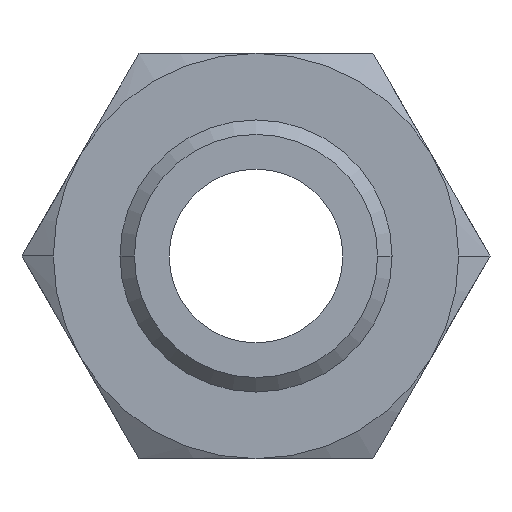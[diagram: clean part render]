
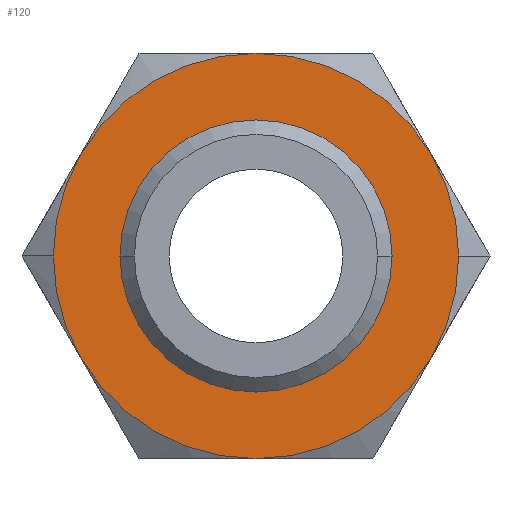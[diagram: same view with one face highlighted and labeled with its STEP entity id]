
A CAD part, front view. The second image highlights one B-rep face of the part: STEP entity #120.
In plain terms, the highlighted planar face has unit normal (0, -1, 0).
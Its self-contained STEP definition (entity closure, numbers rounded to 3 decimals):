
#120=ADVANCED_FACE('',(#256,#257),#258,.T.);
#256=FACE_OUTER_BOUND('',#401,.T.);
#257=FACE_BOUND('',#402,.T.);
#258=PLANE('',#403);
#401=EDGE_LOOP('',(#669,#670,#671,#672,#673,#674,#675,#676));
#402=EDGE_LOOP('',(#677,#678));
#403=AXIS2_PLACEMENT_3D('',#679,#680,#681);
#669=ORIENTED_EDGE('',*,*,#871,.T.);
#670=ORIENTED_EDGE('',*,*,#853,.T.);
#671=ORIENTED_EDGE('',*,*,#915,.T.);
#672=ORIENTED_EDGE('',*,*,#916,.T.);
#673=ORIENTED_EDGE('',*,*,#844,.T.);
#674=ORIENTED_EDGE('',*,*,#864,.T.);
#675=ORIENTED_EDGE('',*,*,#895,.T.);
#676=ORIENTED_EDGE('',*,*,#917,.T.);
#677=ORIENTED_EDGE('',*,*,#918,.F.);
#678=ORIENTED_EDGE('',*,*,#919,.F.);
#679=CARTESIAN_POINT('',(-3.5,10.5,0.0));
#680=DIRECTION('',(0.,-1.0,0.0));
#681=DIRECTION('',(-1.0,0.,0.0));
#844=EDGE_CURVE('',#1003,#1000,#1004,.T.);
#853=EDGE_CURVE('',#1013,#1015,#1017,.T.);
#864=EDGE_CURVE('',#1000,#1031,#1033,.T.);
#871=EDGE_CURVE('',#990,#1013,#1043,.T.);
#895=EDGE_CURVE('',#1031,#1073,#1075,.T.);
#915=EDGE_CURVE('',#1015,#1059,#1099,.T.);
#916=EDGE_CURVE('',#1059,#1003,#1100,.T.);
#917=EDGE_CURVE('',#1073,#990,#1101,.T.);
#918=EDGE_CURVE('',#1102,#1103,#1104,.T.);
#919=EDGE_CURVE('',#1103,#1102,#1105,.T.);
#990=VERTEX_POINT('',#1188);
#1000=VERTEX_POINT('',#1223);
#1003=VERTEX_POINT('',#1227);
#1004=CIRCLE('',#1228,7.0);
#1013=VERTEX_POINT('',#1250);
#1015=VERTEX_POINT('',#1253);
#1017=CIRCLE('',#1266,7.0);
#1031=VERTEX_POINT('',#1282);
#1033=CIRCLE('',#1295,7.0);
#1043=CIRCLE('',#1319,7.0);
#1059=VERTEX_POINT('',#1341);
#1073=VERTEX_POINT('',#1379);
#1075=CIRCLE('',#1392,7.0);
#1099=CIRCLE('',#1440,7.0);
#1100=CIRCLE('',#1441,7.0);
#1101=CIRCLE('',#1442,7.0);
#1102=VERTEX_POINT('',#1443);
#1103=VERTEX_POINT('',#1444);
#1104=CIRCLE('',#1445,4.7);
#1105=CIRCLE('',#1446,4.7);
#1188=CARTESIAN_POINT('',(-6.062,10.5,3.5));
#1223=CARTESIAN_POINT('',(7.0,10.5,0.));
#1227=CARTESIAN_POINT('',(6.062,10.5,-3.5));
#1228=AXIS2_PLACEMENT_3D('',#1538,#1539,#1540);
#1250=CARTESIAN_POINT('',(-7.0,10.5,0.));
#1253=CARTESIAN_POINT('',(-6.062,10.5,-3.5));
#1266=AXIS2_PLACEMENT_3D('',#1547,#1548,#1549);
#1282=CARTESIAN_POINT('',(6.062,10.5,3.5));
#1295=AXIS2_PLACEMENT_3D('',#1564,#1565,#1566);
#1319=AXIS2_PLACEMENT_3D('',#1570,#1571,#1572);
#1341=CARTESIAN_POINT('',(0.,10.5,-7.0));
#1379=CARTESIAN_POINT('',(0.,10.5,7.0));
#1392=AXIS2_PLACEMENT_3D('',#1599,#1600,#1601);
#1440=AXIS2_PLACEMENT_3D('',#1625,#1626,#1627);
#1441=AXIS2_PLACEMENT_3D('',#1628,#1629,#1630);
#1442=AXIS2_PLACEMENT_3D('',#1631,#1632,#1633);
#1443=CARTESIAN_POINT('',(-4.7,10.5,0.));
#1444=CARTESIAN_POINT('',(4.7,10.5,0.));
#1445=AXIS2_PLACEMENT_3D('',#1634,#1635,#1636);
#1446=AXIS2_PLACEMENT_3D('',#1637,#1638,#1639);
#1538=CARTESIAN_POINT('',(0.,10.5,0.0));
#1539=DIRECTION('',(0.,-1.0,0.0));
#1540=DIRECTION('',(-1.0,0.,0.0));
#1547=CARTESIAN_POINT('',(0.,10.5,0.0));
#1548=DIRECTION('',(0.,-1.0,0.0));
#1549=DIRECTION('',(-1.0,0.,0.0));
#1564=CARTESIAN_POINT('',(0.,10.5,0.0));
#1565=DIRECTION('',(0.,-1.0,0.0));
#1566=DIRECTION('',(-1.0,0.,0.0));
#1570=CARTESIAN_POINT('',(0.,10.5,0.0));
#1571=DIRECTION('',(0.,-1.0,0.0));
#1572=DIRECTION('',(-1.0,0.,0.0));
#1599=CARTESIAN_POINT('',(0.,10.5,0.0));
#1600=DIRECTION('',(0.,-1.0,0.0));
#1601=DIRECTION('',(-1.0,0.,0.0));
#1625=CARTESIAN_POINT('',(0.,10.5,0.0));
#1626=DIRECTION('',(0.,-1.0,0.0));
#1627=DIRECTION('',(-1.0,0.,0.0));
#1628=CARTESIAN_POINT('',(0.,10.5,0.0));
#1629=DIRECTION('',(0.,-1.0,0.0));
#1630=DIRECTION('',(-1.0,0.,0.0));
#1631=CARTESIAN_POINT('',(0.,10.5,0.0));
#1632=DIRECTION('',(0.,-1.0,0.0));
#1633=DIRECTION('',(-1.0,0.,0.0));
#1634=CARTESIAN_POINT('',(0.0,10.5,0.0));
#1635=DIRECTION('',(0.,-1.0,0.0));
#1636=DIRECTION('',(1.0,0.,0.0));
#1637=CARTESIAN_POINT('',(0.0,10.5,0.0));
#1638=DIRECTION('',(0.,-1.0,0.0));
#1639=DIRECTION('',(1.0,0.,0.0));
